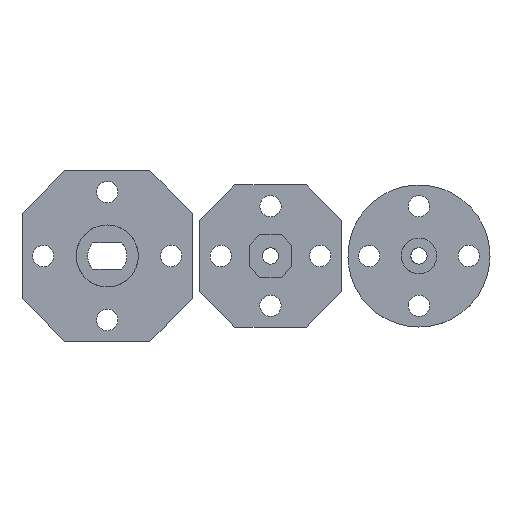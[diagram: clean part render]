
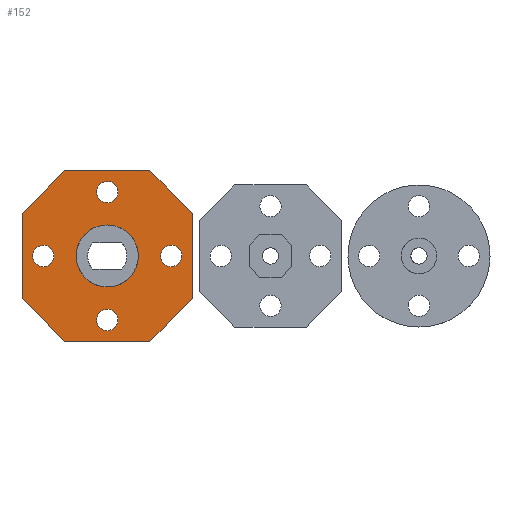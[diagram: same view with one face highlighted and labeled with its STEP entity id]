
A CAD part, top view. The second image highlights one B-rep face of the part: STEP entity #152.
In plain terms, the highlighted planar face has unit normal (0, 0, 1).
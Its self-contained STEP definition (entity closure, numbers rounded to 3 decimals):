
#13=B_SPLINE_CURVE_WITH_KNOTS('',1,(#1366,#1367),.UNSPECIFIED.,.F.,.F.,
(2,2),(-2.071,5.),.UNSPECIFIED.);
#17=B_SPLINE_CURVE_WITH_KNOTS('',1,(#1374,#1375),.UNSPECIFIED.,.F.,.F.,
(2,2),(5.,15.),.UNSPECIFIED.);
#20=B_SPLINE_CURVE_WITH_KNOTS('',1,(#1380,#1381),.UNSPECIFIED.,.F.,.F.,
(2,2),(15.,22.071),.UNSPECIFIED.);
#23=B_SPLINE_CURVE_WITH_KNOTS('',1,(#1386,#1387),.UNSPECIFIED.,.F.,.F.,
(2,2),(22.071,32.071),.UNSPECIFIED.);
#26=B_SPLINE_CURVE_WITH_KNOTS('',1,(#1392,#1393),.UNSPECIFIED.,.F.,.F.,
(2,2),(32.071,39.142),.UNSPECIFIED.);
#29=B_SPLINE_CURVE_WITH_KNOTS('',1,(#1398,#1399),.UNSPECIFIED.,.F.,.F.,
(2,2),(39.142,49.142),.UNSPECIFIED.);
#32=B_SPLINE_CURVE_WITH_KNOTS('',1,(#1404,#1405),.UNSPECIFIED.,.F.,.F.,
(2,2),(49.142,56.213),.UNSPECIFIED.);
#34=B_SPLINE_CURVE_WITH_KNOTS('',1,(#1408,#1409),.UNSPECIFIED.,.F.,.F.,
(2,2),(56.213,66.213),.UNSPECIFIED.);
#111=FACE_BOUND('',#278,.T.);
#112=FACE_BOUND('',#279,.T.);
#113=FACE_BOUND('',#280,.T.);
#114=FACE_BOUND('',#281,.T.);
#115=FACE_BOUND('',#282,.T.);
#152=ADVANCED_FACE('',(#206,#111,#112,#113,#114,#115),#889,.T.);
#206=FACE_OUTER_BOUND('',#277,.T.);
#277=EDGE_LOOP('',(#437,#438,#439,#440,#441,#442,#443,#444));
#278=EDGE_LOOP('',(#445));
#279=EDGE_LOOP('',(#446));
#280=EDGE_LOOP('',(#447));
#281=EDGE_LOOP('',(#448));
#282=EDGE_LOOP('',(#449));
#437=ORIENTED_EDGE('',*,*,#617,.T.);
#438=ORIENTED_EDGE('',*,*,#621,.T.);
#439=ORIENTED_EDGE('',*,*,#624,.T.);
#440=ORIENTED_EDGE('',*,*,#627,.T.);
#441=ORIENTED_EDGE('',*,*,#630,.T.);
#442=ORIENTED_EDGE('',*,*,#633,.T.);
#443=ORIENTED_EDGE('',*,*,#636,.T.);
#444=ORIENTED_EDGE('',*,*,#638,.T.);
#445=ORIENTED_EDGE('',*,*,#641,.T.);
#446=ORIENTED_EDGE('',*,*,#644,.T.);
#447=ORIENTED_EDGE('',*,*,#647,.T.);
#448=ORIENTED_EDGE('',*,*,#650,.T.);
#449=ORIENTED_EDGE('',*,*,#651,.F.);
#617=EDGE_CURVE('',#804,#803,#13,.T.);
#621=EDGE_CURVE('',#803,#806,#17,.T.);
#624=EDGE_CURVE('',#806,#808,#20,.T.);
#627=EDGE_CURVE('',#808,#810,#23,.T.);
#630=EDGE_CURVE('',#810,#812,#26,.T.);
#633=EDGE_CURVE('',#812,#814,#29,.T.);
#636=EDGE_CURVE('',#814,#816,#32,.T.);
#638=EDGE_CURVE('',#816,#804,#34,.T.);
#641=EDGE_CURVE('',#818,#818,#752,.T.);
#644=EDGE_CURVE('',#820,#820,#755,.T.);
#647=EDGE_CURVE('',#822,#822,#758,.T.);
#650=EDGE_CURVE('',#824,#824,#761,.T.);
#651=EDGE_CURVE('',#825,#825,#762,.T.);
#752=(
BOUNDED_CURVE()
B_SPLINE_CURVE(2,(#1421,#1422,#1423,#1424,#1425,#1426,#1427,#1428,#1429),
 .UNSPECIFIED.,.T.,.F.)
B_SPLINE_CURVE_WITH_KNOTS((3,2,2,2,3),(66.213,68.569,
70.926,73.282,75.638),.UNSPECIFIED.)
CURVE()
GEOMETRIC_REPRESENTATION_ITEM()
RATIONAL_B_SPLINE_CURVE((1.,0.707,1.,0.707,1.,0.707,
1.,0.707,1.))
REPRESENTATION_ITEM('')
);
#755=(
BOUNDED_CURVE()
B_SPLINE_CURVE(2,(#1441,#1442,#1443,#1444,#1445,#1446,#1447,#1448,#1449),
 .UNSPECIFIED.,.T.,.F.)
B_SPLINE_CURVE_WITH_KNOTS((3,2,2,2,3),(75.638,77.994,
80.35,82.707,85.063),.UNSPECIFIED.)
CURVE()
GEOMETRIC_REPRESENTATION_ITEM()
RATIONAL_B_SPLINE_CURVE((1.,0.707,1.,0.707,1.,0.707,
1.,0.707,1.))
REPRESENTATION_ITEM('')
);
#758=(
BOUNDED_CURVE()
B_SPLINE_CURVE(2,(#1461,#1462,#1463,#1464,#1465,#1466,#1467,#1468,#1469),
 .UNSPECIFIED.,.T.,.F.)
B_SPLINE_CURVE_WITH_KNOTS((3,2,2,2,3),(85.063,87.419,
89.775,92.131,94.488),.UNSPECIFIED.)
CURVE()
GEOMETRIC_REPRESENTATION_ITEM()
RATIONAL_B_SPLINE_CURVE((1.,0.707,1.,0.707,1.,0.707,
1.,0.707,1.))
REPRESENTATION_ITEM('')
);
#761=(
BOUNDED_CURVE()
B_SPLINE_CURVE(2,(#1481,#1482,#1483,#1484,#1485,#1486,#1487,#1488,#1489),
 .UNSPECIFIED.,.T.,.F.)
B_SPLINE_CURVE_WITH_KNOTS((3,2,2,2,3),(94.488,96.844,
99.2,101.556,103.912),.UNSPECIFIED.)
CURVE()
GEOMETRIC_REPRESENTATION_ITEM()
RATIONAL_B_SPLINE_CURVE((1.,0.707,1.,0.707,1.,0.707,
1.,0.707,1.))
REPRESENTATION_ITEM('')
);
#762=(
BOUNDED_CURVE()
B_SPLINE_CURVE(2,(#1490,#1491,#1492,#1493,#1494,#1495,#1496,#1497,#1498),
 .UNSPECIFIED.,.T.,.F.)
B_SPLINE_CURVE_WITH_KNOTS((3,2,2,2,3),(0.,5.269,10.537,
15.806,21.074),.UNSPECIFIED.)
CURVE()
GEOMETRIC_REPRESENTATION_ITEM()
RATIONAL_B_SPLINE_CURVE((1.,0.707,1.,0.707,1.,0.707,
1.,0.707,1.))
REPRESENTATION_ITEM('')
);
#803=VERTEX_POINT('',#1320);
#804=VERTEX_POINT('',#1321);
#806=VERTEX_POINT('',#1323);
#808=VERTEX_POINT('',#1325);
#810=VERTEX_POINT('',#1327);
#812=VERTEX_POINT('',#1329);
#814=VERTEX_POINT('',#1331);
#816=VERTEX_POINT('',#1333);
#818=VERTEX_POINT('',#1335);
#820=VERTEX_POINT('',#1337);
#822=VERTEX_POINT('',#1339);
#824=VERTEX_POINT('',#1341);
#825=VERTEX_POINT('',#1342);
#889=PLANE('',#1043);
#1043=AXIS2_PLACEMENT_3D('',#1312,#1100,$);
#1100=DIRECTION('',(0.,0.,1.));
#1312=CARTESIAN_POINT('',(96.364,-43.,2.));
#1320=CARTESIAN_POINT('',(78.364,-67.,2.));
#1321=CARTESIAN_POINT('',(72.364,-61.,2.));
#1323=CARTESIAN_POINT('',(90.364,-67.,2.));
#1325=CARTESIAN_POINT('',(96.364,-61.,2.));
#1327=CARTESIAN_POINT('',(96.364,-49.,2.));
#1329=CARTESIAN_POINT('',(90.364,-43.,2.));
#1331=CARTESIAN_POINT('',(78.364,-43.,2.));
#1333=CARTESIAN_POINT('',(72.364,-49.,2.));
#1335=CARTESIAN_POINT('',(75.364,-53.5,2.));
#1337=CARTESIAN_POINT('',(82.864,-64.,2.));
#1339=CARTESIAN_POINT('',(93.364,-56.5,2.));
#1341=CARTESIAN_POINT('',(85.864,-46.,2.));
#1342=CARTESIAN_POINT('',(88.266,-56.951,2.));
#1366=CARTESIAN_POINT('',(72.364,-61.,2.));
#1367=CARTESIAN_POINT('',(78.364,-67.,2.));
#1374=CARTESIAN_POINT('',(78.364,-67.,2.));
#1375=CARTESIAN_POINT('',(90.364,-67.,2.));
#1380=CARTESIAN_POINT('',(90.364,-67.,2.));
#1381=CARTESIAN_POINT('',(96.364,-61.,2.));
#1386=CARTESIAN_POINT('',(96.364,-61.,2.));
#1387=CARTESIAN_POINT('',(96.364,-49.,2.));
#1392=CARTESIAN_POINT('',(96.364,-49.,2.));
#1393=CARTESIAN_POINT('',(90.364,-43.,2.));
#1398=CARTESIAN_POINT('',(90.364,-43.,2.));
#1399=CARTESIAN_POINT('',(78.364,-43.,2.));
#1404=CARTESIAN_POINT('',(78.364,-43.,2.));
#1405=CARTESIAN_POINT('',(72.364,-49.,2.));
#1408=CARTESIAN_POINT('',(72.364,-49.,2.));
#1409=CARTESIAN_POINT('',(72.364,-61.,2.));
#1421=CARTESIAN_POINT('',(75.364,-53.5,2.));
#1422=CARTESIAN_POINT('',(76.864,-53.5,2.));
#1423=CARTESIAN_POINT('',(76.864,-55.,2.));
#1424=CARTESIAN_POINT('',(76.864,-56.5,2.));
#1425=CARTESIAN_POINT('',(75.364,-56.5,2.));
#1426=CARTESIAN_POINT('',(73.864,-56.5,2.));
#1427=CARTESIAN_POINT('',(73.864,-55.,2.));
#1428=CARTESIAN_POINT('',(73.864,-53.5,2.));
#1429=CARTESIAN_POINT('',(75.364,-53.5,2.));
#1441=CARTESIAN_POINT('',(82.864,-64.,2.));
#1442=CARTESIAN_POINT('',(82.864,-62.5,2.));
#1443=CARTESIAN_POINT('',(84.364,-62.5,2.));
#1444=CARTESIAN_POINT('',(85.864,-62.5,2.));
#1445=CARTESIAN_POINT('',(85.864,-64.,2.));
#1446=CARTESIAN_POINT('',(85.864,-65.5,2.));
#1447=CARTESIAN_POINT('',(84.364,-65.5,2.));
#1448=CARTESIAN_POINT('',(82.864,-65.5,2.));
#1449=CARTESIAN_POINT('',(82.864,-64.,2.));
#1461=CARTESIAN_POINT('',(93.364,-56.5,2.));
#1462=CARTESIAN_POINT('',(91.864,-56.5,2.));
#1463=CARTESIAN_POINT('',(91.864,-55.,2.));
#1464=CARTESIAN_POINT('',(91.864,-53.5,2.));
#1465=CARTESIAN_POINT('',(93.364,-53.5,2.));
#1466=CARTESIAN_POINT('',(94.864,-53.5,2.));
#1467=CARTESIAN_POINT('',(94.864,-55.,2.));
#1468=CARTESIAN_POINT('',(94.864,-56.5,2.));
#1469=CARTESIAN_POINT('',(93.364,-56.5,2.));
#1481=CARTESIAN_POINT('',(85.864,-46.,2.));
#1482=CARTESIAN_POINT('',(85.864,-47.5,2.));
#1483=CARTESIAN_POINT('',(84.364,-47.5,2.));
#1484=CARTESIAN_POINT('',(82.864,-47.5,2.));
#1485=CARTESIAN_POINT('',(82.864,-46.,2.));
#1486=CARTESIAN_POINT('',(82.864,-44.5,2.));
#1487=CARTESIAN_POINT('',(84.364,-44.5,2.));
#1488=CARTESIAN_POINT('',(85.864,-44.5,2.));
#1489=CARTESIAN_POINT('',(85.864,-46.,2.));
#1490=CARTESIAN_POINT('',(88.266,-56.951,2.));
#1491=CARTESIAN_POINT('',(90.218,-53.049,2.));
#1492=CARTESIAN_POINT('',(86.315,-51.097,2.));
#1493=CARTESIAN_POINT('',(82.412,-49.146,2.));
#1494=CARTESIAN_POINT('',(80.461,-53.049,2.));
#1495=CARTESIAN_POINT('',(78.509,-56.951,2.));
#1496=CARTESIAN_POINT('',(82.412,-58.903,2.));
#1497=CARTESIAN_POINT('',(86.315,-60.854,2.));
#1498=CARTESIAN_POINT('',(88.266,-56.951,2.));
